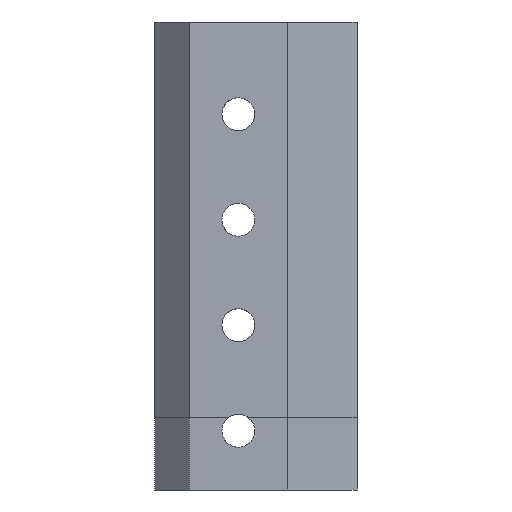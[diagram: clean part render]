
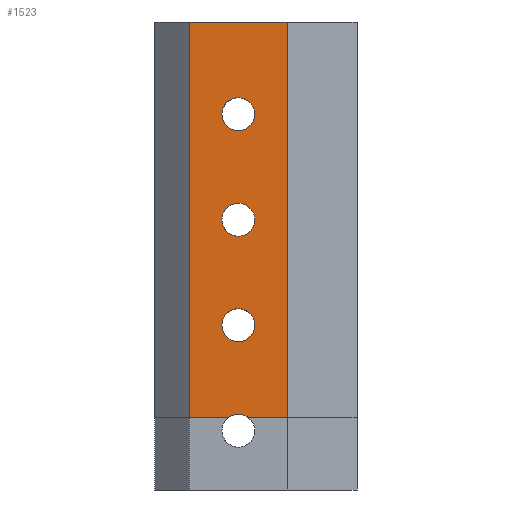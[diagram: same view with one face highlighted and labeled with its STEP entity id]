
A CAD part, front view. The second image highlights one B-rep face of the part: STEP entity #1523.
In plain terms, the highlighted planar face has unit normal (0, -1, 0).
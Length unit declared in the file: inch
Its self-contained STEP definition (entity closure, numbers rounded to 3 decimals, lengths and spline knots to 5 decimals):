
#18 = EDGE_CURVE ( 'NONE', #2077, #209, #1597, .T. ) ;
#37 = VERTEX_POINT ( 'NONE', #3972 ) ;
#92 = CARTESIAN_POINT ( 'NONE',  ( 0., -3.5625, -0.1875 ) ) ;
#94 = EDGE_CURVE ( 'NONE', #789, #1474, #3252, .T. ) ;
#114 = ORIENTED_EDGE ( 'NONE', *, *, #235, .T. ) ;
#139 = AXIS2_PLACEMENT_3D ( 'NONE', #2255, #2529, #3153 ) ;
#157 = VECTOR ( 'NONE', #253, 39.37008 ) ;
#180 = EDGE_LOOP ( 'NONE', ( #629, #2886 ) ) ;
#197 = CARTESIAN_POINT ( 'NONE',  ( 0., -3.5625, 0.8125 ) ) ;
#209 = VERTEX_POINT ( 'NONE', #2153 ) ;
#232 = FACE_BOUND ( 'NONE', #2762, .T. ) ;
#235 = EDGE_CURVE ( 'NONE', #2257, #4197, #4179, .T. ) ;
#253 = DIRECTION ( 'NONE',  ( -1., 0., 0. ) ) ;
#294 = FACE_BOUND ( 'NONE', #1791, .T. ) ;
#375 = CARTESIAN_POINT ( 'NONE',  ( 0., -3.5625, 0.3125 ) ) ;
#512 = DIRECTION ( 'NONE',  ( 0., 0., -1. ) ) ;
#518 = EDGE_CURVE ( 'NONE', #1183, #4197, #3413, .T. ) ;
#554 = DIRECTION ( 'NONE',  ( -1., 0., 0. ) ) ;
#629 = ORIENTED_EDGE ( 'NONE', *, *, #1598, .T. ) ;
#638 = CARTESIAN_POINT ( 'NONE',  ( 0.233, -3.5625, 1.75 ) ) ;
#664 = DIRECTION ( 'NONE',  ( 0., 0., 1. ) ) ;
#732 = ORIENTED_EDGE ( 'NONE', *, *, #18, .T. ) ;
#755 = EDGE_CURVE ( 'NONE', #1315, #2257, #3152, .T. ) ;
#789 = VERTEX_POINT ( 'NONE', #4088 ) ;
#795 = CARTESIAN_POINT ( 'NONE',  ( 0., -3.5625, 1.3125 ) ) ;
#830 = CIRCLE ( 'NONE', #139, 0.07813 ) ;
#877 = VECTOR ( 'NONE', #512, 39.37008 ) ;
#906 = AXIS2_PLACEMENT_3D ( 'NONE', #197, #2036, #2158 ) ;
#1024 = CARTESIAN_POINT ( 'NONE',  ( 0., -3.5625, 0.8125 ) ) ;
#1038 = CIRCLE ( 'NONE', #3822, 0.07813 ) ;
#1107 = EDGE_CURVE ( 'NONE', #1315, #37, #1825, .T. ) ;
#1147 = CARTESIAN_POINT ( 'NONE',  ( 0.233, -3.5625, 1.62504 ) ) ;
#1159 = EDGE_CURVE ( 'NONE', #2459, #2908, #3220, .T. ) ;
#1171 = DIRECTION ( 'NONE',  ( 0., 0., 1. ) ) ;
#1183 = VERTEX_POINT ( 'NONE', #2138 ) ;
#1202 = CARTESIAN_POINT ( 'NONE',  ( -0.233, -3.5625, 1.62504 ) ) ;
#1207 = CARTESIAN_POINT ( 'NONE',  ( -0.5625, -3.5625, 1.125 ) ) ;
#1315 = VERTEX_POINT ( 'NONE', #2325 ) ;
#1391 = AXIS2_PLACEMENT_3D ( 'NONE', #2161, #4058, #1171 ) ;
#1474 = VERTEX_POINT ( 'NONE', #638 ) ;
#1481 = VERTEX_POINT ( 'NONE', #1898 ) ;
#1493 = EDGE_CURVE ( 'NONE', #209, #2077, #830, .T. ) ;
#1523 = ADVANCED_FACE ( 'NONE', ( #232, #294, #2510, #3558 ), #2197, .F. ) ;
#1529 = AXIS2_PLACEMENT_3D ( 'NONE', #795, #2703, #1715 ) ;
#1597 = CIRCLE ( 'NONE', #1529, 0.07813 ) ;
#1598 = EDGE_CURVE ( 'NONE', #2908, #2459, #1038, .T. ) ;
#1658 = ORIENTED_EDGE ( 'NONE', *, *, #518, .F. ) ;
#1659 = VECTOR ( 'NONE', #3114, 39.37008 ) ;
#1661 = DIRECTION ( 'NONE',  ( 0., 0., 1. ) ) ;
#1715 = DIRECTION ( 'NONE',  ( 0., 0., 1. ) ) ;
#1719 = EDGE_LOOP ( 'NONE', ( #3612, #2565, #114, #1658, #3889, #4177, #2557 ) ) ;
#1791 = EDGE_LOOP ( 'NONE', ( #732, #1933 ) ) ;
#1825 = LINE ( 'NONE', #3094, #2870 ) ;
#1849 = CIRCLE ( 'NONE', #906, 0.07813 ) ;
#1877 = DIRECTION ( 'NONE',  ( 0., 1., 0. ) ) ;
#1898 = CARTESIAN_POINT ( 'NONE',  ( 0., -3.5625, 0.73438 ) ) ;
#1933 = ORIENTED_EDGE ( 'NONE', *, *, #1493, .T. ) ;
#1965 = CARTESIAN_POINT ( 'NONE',  ( 0., -3.5625, -0.10937 ) ) ;
#2036 = DIRECTION ( 'NONE',  ( 0., 1., 0. ) ) ;
#2041 = DIRECTION ( 'NONE',  ( 0., 1., 0. ) ) ;
#2056 = EDGE_CURVE ( 'NONE', #1481, #2204, #1849, .T. ) ;
#2077 = VERTEX_POINT ( 'NONE', #3340 ) ;
#2138 = CARTESIAN_POINT ( 'NONE',  ( 0.233, -3.5625, -0.125 ) ) ;
#2153 = CARTESIAN_POINT ( 'NONE',  ( 0., -3.5625, 1.23438 ) ) ;
#2158 = DIRECTION ( 'NONE',  ( 0., 0., 1. ) ) ;
#2161 = CARTESIAN_POINT ( 'NONE',  ( 0., -3.5625, 0.3125 ) ) ;
#2175 = CARTESIAN_POINT ( 'NONE',  ( 0., -3.5625, 0.23438 ) ) ;
#2197 = PLANE ( 'NONE',  #3953 ) ;
#2204 = VERTEX_POINT ( 'NONE', #2534 ) ;
#2208 = CARTESIAN_POINT ( 'NONE',  ( 0., -3.5625, 0.39063 ) ) ;
#2255 = CARTESIAN_POINT ( 'NONE',  ( 0., -3.5625, 1.3125 ) ) ;
#2257 = VERTEX_POINT ( 'NONE', #1965 ) ;
#2288 = VECTOR ( 'NONE', #4192, 39.37008 ) ;
#2325 = CARTESIAN_POINT ( 'NONE',  ( -0.04688, -3.5625, -0.125 ) ) ;
#2333 = DIRECTION ( 'NONE',  ( 0., 1., 0. ) ) ;
#2420 = EDGE_CURVE ( 'NONE', #1474, #1183, #3438, .T. ) ;
#2438 = DIRECTION ( 'NONE',  ( -1., 0., 0. ) ) ;
#2459 = VERTEX_POINT ( 'NONE', #2175 ) ;
#2510 = FACE_BOUND ( 'NONE', #180, .T. ) ;
#2529 = DIRECTION ( 'NONE',  ( 0., 1., 0. ) ) ;
#2534 = CARTESIAN_POINT ( 'NONE',  ( 0., -3.5625, 0.89063 ) ) ;
#2550 = DIRECTION ( 'NONE',  ( 0., 1., 0. ) ) ;
#2557 = ORIENTED_EDGE ( 'NONE', *, *, #2882, .T. ) ;
#2565 = ORIENTED_EDGE ( 'NONE', *, *, #755, .T. ) ;
#2690 = CIRCLE ( 'NONE', #4069, 0.07813 ) ;
#2703 = DIRECTION ( 'NONE',  ( 0., 1., 0. ) ) ;
#2762 = EDGE_LOOP ( 'NONE', ( #2793, #2777 ) ) ;
#2777 = ORIENTED_EDGE ( 'NONE', *, *, #2056, .T. ) ;
#2793 = ORIENTED_EDGE ( 'NONE', *, *, #4011, .T. ) ;
#2870 = VECTOR ( 'NONE', #2438, 39.37008 ) ;
#2882 = EDGE_CURVE ( 'NONE', #789, #37, #3472, .T. ) ;
#2886 = ORIENTED_EDGE ( 'NONE', *, *, #1159, .T. ) ;
#2908 = VERTEX_POINT ( 'NONE', #2208 ) ;
#2975 = DIRECTION ( 'NONE',  ( 0., 0., 1. ) ) ;
#3006 = AXIS2_PLACEMENT_3D ( 'NONE', #92, #3619, #3662 ) ;
#3094 = CARTESIAN_POINT ( 'NONE',  ( 0.233, -3.5625, -0.125 ) ) ;
#3114 = DIRECTION ( 'NONE',  ( 1., 0., 0. ) ) ;
#3152 = CIRCLE ( 'NONE', #3006, 0.07813 ) ;
#3153 = DIRECTION ( 'NONE',  ( 0., 0., 1. ) ) ;
#3171 = CARTESIAN_POINT ( 'NONE',  ( 0.233, -3.5625, -0.125 ) ) ;
#3219 = CARTESIAN_POINT ( 'NONE',  ( 0., -3.5625, -0.1875 ) ) ;
#3220 = CIRCLE ( 'NONE', #1391, 0.07813 ) ;
#3252 = LINE ( 'NONE', #4036, #1659 ) ;
#3340 = CARTESIAN_POINT ( 'NONE',  ( 0., -3.5625, 1.39063 ) ) ;
#3413 = LINE ( 'NONE', #3171, #157 ) ;
#3431 = AXIS2_PLACEMENT_3D ( 'NONE', #3219, #2550, #664 ) ;
#3438 = LINE ( 'NONE', #1147, #877 ) ;
#3472 = LINE ( 'NONE', #1202, #2288 ) ;
#3558 = FACE_OUTER_BOUND ( 'NONE', #1719, .T. ) ;
#3612 = ORIENTED_EDGE ( 'NONE', *, *, #1107, .F. ) ;
#3619 = DIRECTION ( 'NONE',  ( 0., 1., 0. ) ) ;
#3662 = DIRECTION ( 'NONE',  ( 0., 0., 1. ) ) ;
#3782 = CARTESIAN_POINT ( 'NONE',  ( 0.04688, -3.5625, -0.125 ) ) ;
#3822 = AXIS2_PLACEMENT_3D ( 'NONE', #375, #2041, #2975 ) ;
#3889 = ORIENTED_EDGE ( 'NONE', *, *, #2420, .F. ) ;
#3953 = AXIS2_PLACEMENT_3D ( 'NONE', #1207, #1877, #554 ) ;
#3972 = CARTESIAN_POINT ( 'NONE',  ( -0.233, -3.5625, -0.125 ) ) ;
#4011 = EDGE_CURVE ( 'NONE', #2204, #1481, #2690, .T. ) ;
#4036 = CARTESIAN_POINT ( 'NONE',  ( -0.233, -3.5625, 1.75 ) ) ;
#4058 = DIRECTION ( 'NONE',  ( 0., 1., 0. ) ) ;
#4069 = AXIS2_PLACEMENT_3D ( 'NONE', #1024, #2333, #1661 ) ;
#4088 = CARTESIAN_POINT ( 'NONE',  ( -0.233, -3.5625, 1.75 ) ) ;
#4177 = ORIENTED_EDGE ( 'NONE', *, *, #94, .F. ) ;
#4179 = CIRCLE ( 'NONE', #3431, 0.07813 ) ;
#4192 = DIRECTION ( 'NONE',  ( 0., 0., -1. ) ) ;
#4197 = VERTEX_POINT ( 'NONE', #3782 ) ;
